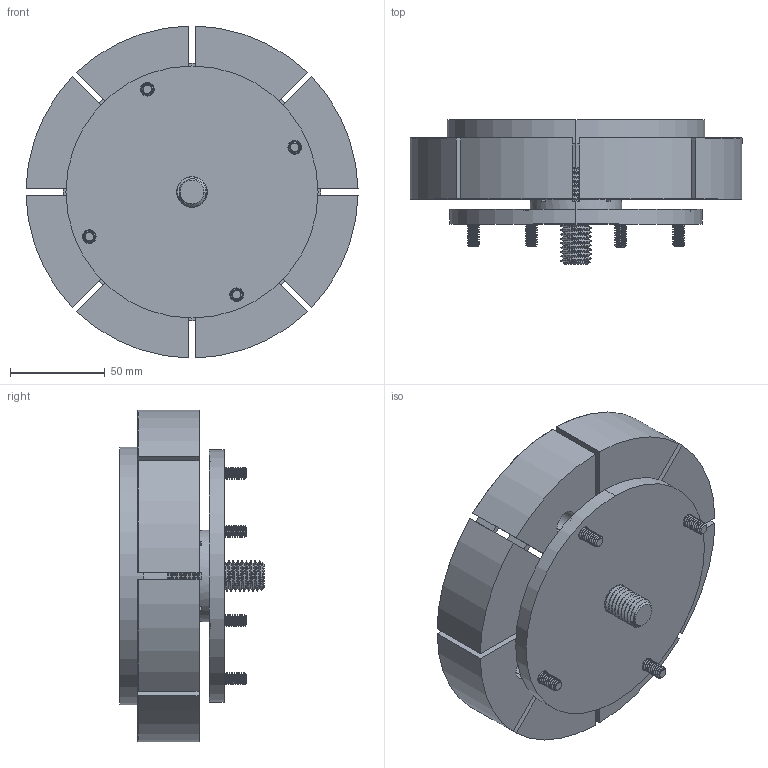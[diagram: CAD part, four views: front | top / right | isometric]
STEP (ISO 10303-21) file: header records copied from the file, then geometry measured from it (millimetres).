
FILE_DESCRIPTION (( 'STEP AP214' ), '1' );
FILE_NAME ('31500DD for Step as part.STEP', '2022-03-11T20:38:04', ( '' ), ( '' ), 'SwSTEP 2.0', 'SolidWorks 2021', '' );
FILE_SCHEMA (( 'AUTOMOTIVE_DESIGN' ));
Length unit declared in the file: inch
Products named in the file (1): 31500DD for Step as part
Bounding box: 174.98 x 76.14 x 174.98 mm (x, y, z)
Volume: 830331.2 mm3; surface area: 168456.5 mm2
Topology: 8 solids, 8 shells, 614 faces, 1677 edges, 1085 vertices
Faces by surface type: cylinder 359, plane 128, cone 91, torus 26, bspline 10
Entity records: 36536 total; most frequent: CARTESIAN_POINT 14441, ORIENTED_EDGE 3354, DIRECTION 2586, EDGE_CURVE 1677, VERTEX_POINT 1085, AXIS2_PLACEMENT_3D 970, LINE 646, VECTOR 646
